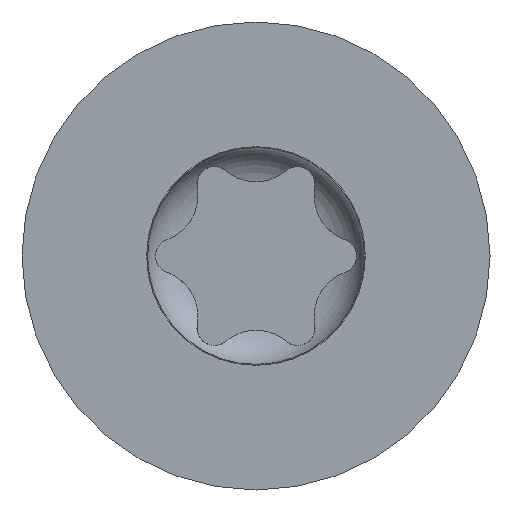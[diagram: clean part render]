
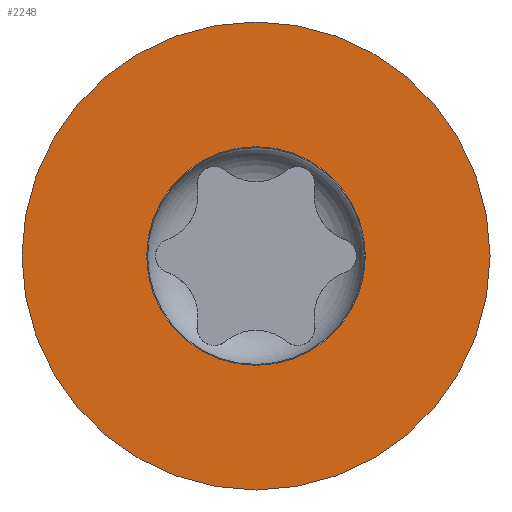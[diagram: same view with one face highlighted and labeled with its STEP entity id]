
A CAD part, left-side view. The second image highlights one B-rep face of the part: STEP entity #2248.
In plain terms, the highlighted planar face has unit normal (-1, 0, 0).
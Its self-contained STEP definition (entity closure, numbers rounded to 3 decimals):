
#147 = CARTESIAN_POINT ( 'NONE',  ( 0., 2.675, 0. ) ) ;
#259 = VERTEX_POINT ( 'NONE', #147 ) ;
#572 = CARTESIAN_POINT ( 'NONE',  ( 0., 0., 0. ) ) ;
#588 = AXIS2_PLACEMENT_3D ( 'NONE', #1932, #2089, #748 ) ;
#669 = EDGE_CURVE ( 'NONE', #967, #967, #1023, .T. ) ;
#671 = ORIENTED_EDGE ( 'NONE', *, *, #669, .F. ) ;
#748 = DIRECTION ( 'NONE',  ( 0., -1., 0. ) ) ;
#809 = CARTESIAN_POINT ( 'NONE',  ( 0., 0., 0. ) ) ;
#876 = AXIS2_PLACEMENT_3D ( 'NONE', #809, #2030, #1699 ) ;
#938 = EDGE_CURVE ( 'NONE', #259, #259, #2046, .T. ) ;
#967 = VERTEX_POINT ( 'NONE', #1321 ) ;
#1023 = CIRCLE ( 'NONE', #588, 1.25 ) ;
#1161 = ORIENTED_EDGE ( 'NONE', *, *, #938, .F. ) ;
#1265 = DIRECTION ( 'NONE',  ( -1., 0., 0. ) ) ;
#1321 = CARTESIAN_POINT ( 'NONE',  ( 0., -1.25, 0. ) ) ;
#1357 = AXIS2_PLACEMENT_3D ( 'NONE', #572, #1265, #1965 ) ;
#1482 = EDGE_LOOP ( 'NONE', ( #671 ) ) ;
#1630 = EDGE_LOOP ( 'NONE', ( #1161 ) ) ;
#1699 = DIRECTION ( 'NONE',  ( 0., 1., 0. ) ) ;
#1932 = CARTESIAN_POINT ( 'NONE',  ( 0., 0., 0. ) ) ;
#1965 = DIRECTION ( 'NONE',  ( 0., -1., 0. ) ) ;
#1987 = PLANE ( 'NONE',  #1357 ) ;
#1998 = FACE_OUTER_BOUND ( 'NONE', #1630, .T. ) ;
#2030 = DIRECTION ( 'NONE',  ( 1., 0., 0. ) ) ;
#2046 = CIRCLE ( 'NONE', #876, 2.675 ) ;
#2089 = DIRECTION ( 'NONE',  ( -1., 0., 0. ) ) ;
#2133 = FACE_BOUND ( 'NONE', #1482, .T. ) ;
#2248 = ADVANCED_FACE ( 'NONE', ( #2133, #1998 ), #1987, .T. ) ;
